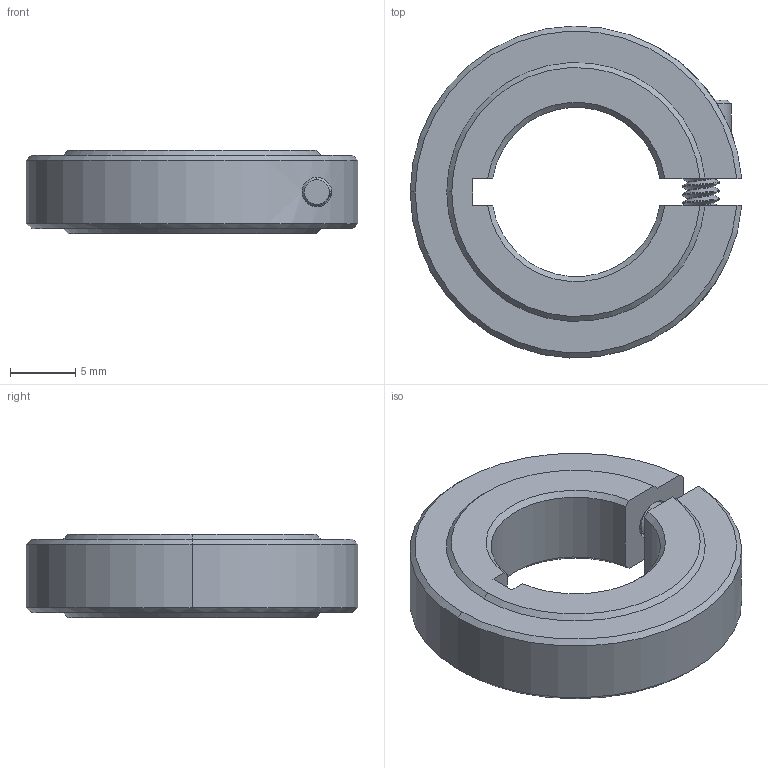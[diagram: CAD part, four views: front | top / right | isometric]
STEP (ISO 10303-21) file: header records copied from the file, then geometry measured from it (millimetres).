
FILE_DESCRIPTION (( 'STEP AP203' ), '1' );
FILE_NAME ('am-1643 500Round Thin Collar Clamp (1 Part) Assembly.STEP', '2022-06-07T13:19:00', ( '' ), ( '' ), 'SwSTEP 2.0', 'SolidWorks 2021', '' );
FILE_SCHEMA (( 'CONFIG_CONTROL_DESIGN' ));
Length unit declared in the file: inch
Products named in the file (3): 500Round Thin Collar Clamp Body; 4-40 x 0.375 SHCS with threads_91251A108; am-1643 500Round Thin Collar Clamp (1 Part) Assembly
Assembly tree (2 placements, depth 2):
  am-1643 500Round Thin Collar Clamp (1 Part) Assembly
    500Round Thin Collar Clamp Body
    4-40 x 0.375 SHCS with threads_91251A108
Bounding box: 25.36 x 25.39 x 6.35 mm (x, y, z)
Volume: 2064.6 mm3; surface area: 1773.1 mm2
Topology: 2 solids, 2 shells, 119 faces, 317 edges, 204 vertices
Faces by surface type: cylinder 74, cone 23, plane 20, bspline 2
Entity records: 5566 total; most frequent: CARTESIAN_POINT 2682, ORIENTED_EDGE 634, DIRECTION 459, EDGE_CURVE 317, VERTEX_POINT 204, AXIS2_PLACEMENT_3D 174, EDGE_LOOP 125, ADVANCED_FACE 119
